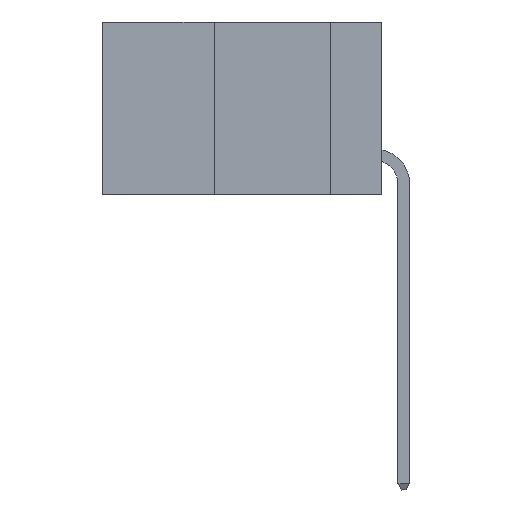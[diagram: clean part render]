
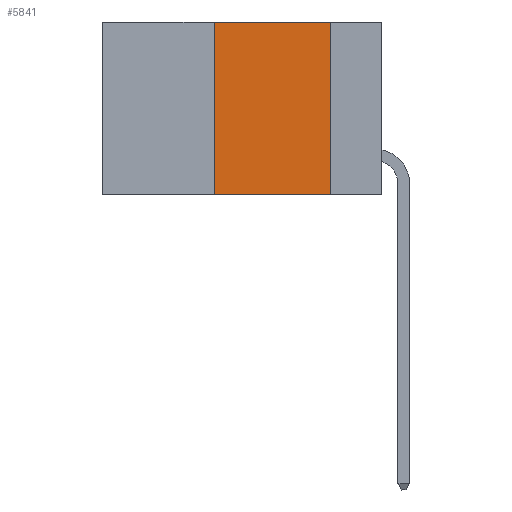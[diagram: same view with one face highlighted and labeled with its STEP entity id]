
A CAD part, left-side view. The second image highlights one B-rep face of the part: STEP entity #5841.
In plain terms, the highlighted planar face has unit normal (-1, 0, 0).
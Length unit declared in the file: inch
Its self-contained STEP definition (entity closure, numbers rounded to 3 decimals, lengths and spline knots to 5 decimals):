
#744 = VERTEX_POINT ( 'NONE', #8543 ) ;
#982 = LINE ( 'NONE', #11040, #10283 ) ;
#1051 = ORIENTED_EDGE ( 'NONE', *, *, #3619, .F. ) ;
#1453 = LINE ( 'NONE', #1787, #13752 ) ;
#1787 = CARTESIAN_POINT ( 'NONE',  ( 0., 0.6, 0. ) ) ;
#1856 = ORIENTED_EDGE ( 'NONE', *, *, #3203, .T. ) ;
#1909 = CARTESIAN_POINT ( 'NONE',  ( 0., 0.36, 0. ) ) ;
#2608 = FACE_OUTER_BOUND ( 'NONE', #10559, .T. ) ;
#2921 = PLANE ( 'NONE',  #12502 ) ;
#2939 = EDGE_CURVE ( 'NONE', #14993, #744, #1453, .T. ) ;
#3203 = EDGE_CURVE ( 'NONE', #11452, #9586, #7493, .T. ) ;
#3316 = EDGE_CURVE ( 'NONE', #11452, #14993, #10483, .T. ) ;
#3619 = EDGE_CURVE ( 'NONE', #744, #9586, #982, .T. ) ;
#4331 = ORIENTED_EDGE ( 'NONE', *, *, #2939, .F. ) ;
#5648 = DIRECTION ( 'NONE',  ( 1., 0., 0. ) ) ;
#5841 = ADVANCED_FACE ( 'NONE', ( #2608 ), #2921, .F. ) ;
#6171 = DIRECTION ( 'NONE',  ( 0., -1., 0. ) ) ;
#6911 = VECTOR ( 'NONE', #15666, 39.37008 ) ;
#7493 = LINE ( 'NONE', #8607, #9923 ) ;
#8355 = CARTESIAN_POINT ( 'NONE',  ( 0., 0.36, 0. ) ) ;
#8543 = CARTESIAN_POINT ( 'NONE',  ( 0., 0.11, 0. ) ) ;
#8607 = CARTESIAN_POINT ( 'NONE',  ( 0., 0.6, -0.37 ) ) ;
#9223 = CARTESIAN_POINT ( 'NONE',  ( 0., 0.6, 0. ) ) ;
#9586 = VERTEX_POINT ( 'NONE', #10586 ) ;
#9923 = VECTOR ( 'NONE', #13155, 39.37008 ) ;
#10015 = ORIENTED_EDGE ( 'NONE', *, *, #3316, .F. ) ;
#10283 = VECTOR ( 'NONE', #12754, 39.37008 ) ;
#10480 = CARTESIAN_POINT ( 'NONE',  ( 0., 0.36, -0.37 ) ) ;
#10483 = LINE ( 'NONE', #1909, #6911 ) ;
#10559 = EDGE_LOOP ( 'NONE', ( #1051, #4331, #10015, #1856 ) ) ;
#10586 = CARTESIAN_POINT ( 'NONE',  ( 0., 0.11, -0.37 ) ) ;
#11040 = CARTESIAN_POINT ( 'NONE',  ( 0., 0.11, 0. ) ) ;
#11452 = VERTEX_POINT ( 'NONE', #10480 ) ;
#12502 = AXIS2_PLACEMENT_3D ( 'NONE', #9223, #5648, #13926 ) ;
#12754 = DIRECTION ( 'NONE',  ( 0., 0., -1. ) ) ;
#13155 = DIRECTION ( 'NONE',  ( 0., -1., 0. ) ) ;
#13752 = VECTOR ( 'NONE', #6171, 39.37008 ) ;
#13926 = DIRECTION ( 'NONE',  ( 0., 0., -1. ) ) ;
#14993 = VERTEX_POINT ( 'NONE', #8355 ) ;
#15666 = DIRECTION ( 'NONE',  ( 0., 0., 1. ) ) ;
